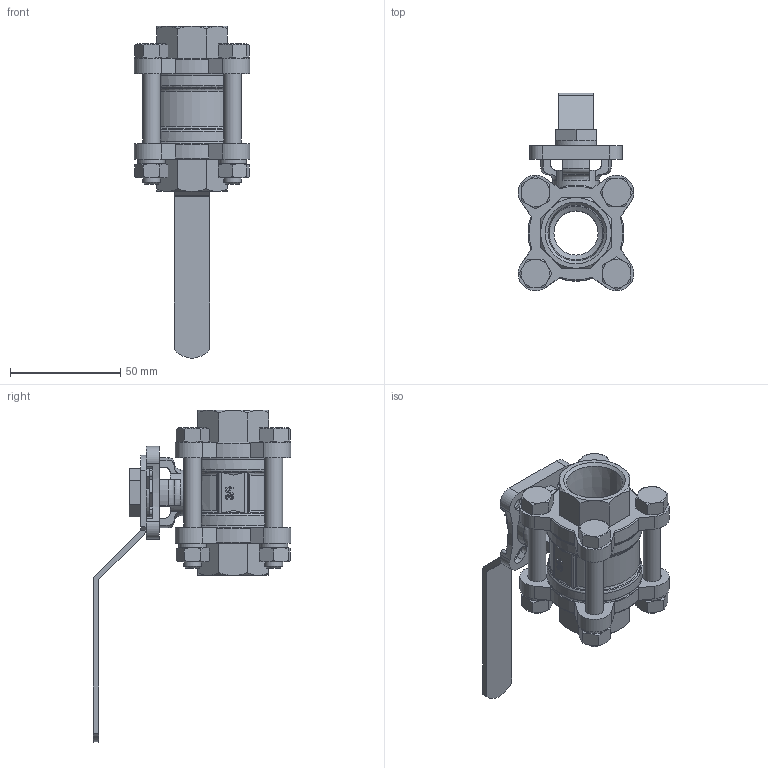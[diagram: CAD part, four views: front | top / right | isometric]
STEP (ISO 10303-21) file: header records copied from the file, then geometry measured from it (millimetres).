
FILE_DESCRIPTION(/* description */ ('STEP AP214'),/* implementation_level */ '2;1');
FILE_NAME(/* name */ '8096666_VZBE-3_4-T-63-T-2-F0304-M-V15V15',/* time_stamp */ '2024-09-18T02:18:15+02:00',/* author */ ('License CC BY-ND 4.0'),/* organization */ ('CADENAS'),/* preprocessor_version */ 'ST-DEVELOPER v19.3',/* originating_system */ 'PARTsolutions',/* authorisation */ ' ');
FILE_SCHEMA (('AUTOMOTIVE_DESIGN {1 0 10303 214 3 1 1}'));
Length unit declared in the file: millimetre
Products named in the file (4): 8096666 VZBE-3/4-T-63-T-2-F0304-M-V15V15; 4809118 VZBE-3/4-T-63-T-2-F0304-V15V15; 4895383 VAOH-F7-9-H9-A-22; VZBD-M12n
Assembly tree (3 placements, depth 2):
  8096666 VZBE-3/4-T-63-T-2-F0304-M-V15V15
    4809118 VZBE-3/4-T-63-T-2-F0304-V15V15
    4895383 VAOH-F7-9-H9-A-22
    VZBD-M12n
Bounding box: 52.31 x 89.66 x 150.46 mm (x, y, z)
Volume: 101521.3 mm3; surface area: 41710.8 mm2
Topology: 3 solids, 3 shells, 495 faces, 1252 edges, 789 vertices
Faces by surface type: plane 223, cone 129, cylinder 106, torus 37
Full cylindrical faces by diameter (mm): 8 x8, 8.5 x8, 10.106 x1, 12.5 x4, 20 x1, 21 x1, 26 x1, 43 x2
Entity records: 15030 total; most frequent: CARTESIAN_POINT 3578, ORIENTED_EDGE 2398, DIRECTION 2245, EDGE_CURVE 1199, AXIS2_PLACEMENT_3D 889, VERTEX_POINT 778, EDGE_LOOP 593, FACE_BOUND 593
